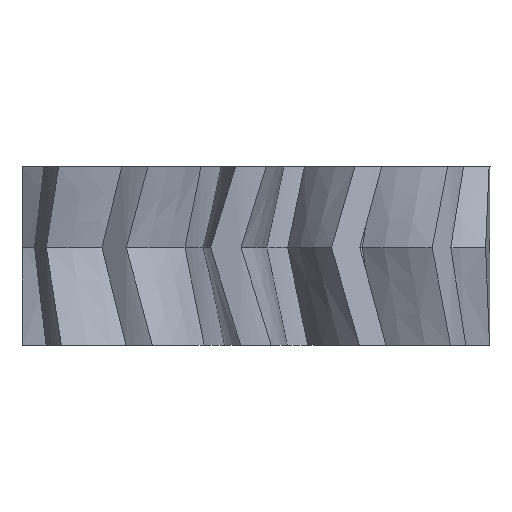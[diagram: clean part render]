
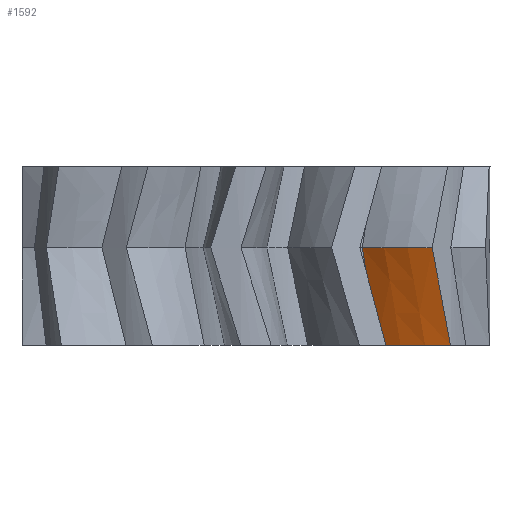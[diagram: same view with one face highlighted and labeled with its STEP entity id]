
A CAD part, left-side view. The second image highlights one B-rep face of the part: STEP entity #1592.
In plain terms, the highlighted free-form (B-spline) face has degree [3, 3] with [4, 4] control points.
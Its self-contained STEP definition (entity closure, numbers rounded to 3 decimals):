
#45=B_SPLINE_SURFACE_WITH_KNOTS('',3,3,((#3297,#3298,#3299,#3300),(#3301,
#3302,#3303,#3304),(#3305,#3306,#3307,#3308),(#3309,#3310,#3311,#3312)),
 .UNSPECIFIED.,.F.,.F.,.F.,(4,4),(4,4),(0.,0.39),(0.,0.129),
 .UNSPECIFIED.);
#73=B_SPLINE_CURVE_WITH_KNOTS('',3,(#2467,#2468,#2469,#2470),
 .UNSPECIFIED.,.F.,.F.,(4,4),(-0.129,0.),.UNSPECIFIED.);
#130=B_SPLINE_CURVE_WITH_KNOTS('',3,(#3293,#3294,#3295,#3296),
 .UNSPECIFIED.,.F.,.F.,(4,4),(0.,0.129),.UNSPECIFIED.);
#298=FACE_OUTER_BOUND('',#419,.T.);
#419=EDGE_LOOP('',(#1324,#1325,#1326,#1327));
#517=CIRCLE('',#1698,12.305);
#577=CIRCLE('',#1791,12.305);
#671=VERTEX_POINT('',#2461);
#672=VERTEX_POINT('',#2466);
#674=VERTEX_POINT('',#2493);
#744=VERTEX_POINT('',#3291);
#842=EDGE_CURVE('',#671,#672,#73,.T.);
#846=EDGE_CURVE('',#674,#671,#517,.T.);
#960=EDGE_CURVE('',#744,#674,#130,.T.);
#961=EDGE_CURVE('',#672,#744,#577,.T.);
#1324=ORIENTED_EDGE('',*,*,#846,.F.);
#1325=ORIENTED_EDGE('',*,*,#960,.F.);
#1326=ORIENTED_EDGE('',*,*,#961,.F.);
#1327=ORIENTED_EDGE('',*,*,#842,.F.);
#1592=ADVANCED_FACE('',(#298),#45,.F.);
#1698=AXIS2_PLACEMENT_3D('',#2498,#1970,#1971);
#1791=AXIS2_PLACEMENT_3D('',#3313,#2156,#2157);
#1970=DIRECTION('center_axis',(0.,0.,1.));
#1971=DIRECTION('ref_axis',(-0.969,0.246,0.));
#2156=DIRECTION('center_axis',(0.,0.,
-1.));
#2157=DIRECTION('ref_axis',(-0.873,0.487,0.));
#2461=CARTESIAN_POINT('',(-9.494,-10.858,6.));
#2466=CARTESIAN_POINT('',(-8.013,-11.992,0.));
#2467=CARTESIAN_POINT('Ctrl Pts',(-9.494,-10.858,6.));
#2468=CARTESIAN_POINT('Ctrl Pts',(-9.025,-11.267,4.));
#2469=CARTESIAN_POINT('Ctrl Pts',(-8.53,-11.647,2.));
#2470=CARTESIAN_POINT('Ctrl Pts',(-8.013,-11.992,0.));
#2493=CARTESIAN_POINT('',(-7.451,-6.554,6.));
#2498=CARTESIAN_POINT('Origin',(2.434,-13.882,6.));
#3291=CARTESIAN_POINT('',(-6.543,-7.461,0.));
#3293=CARTESIAN_POINT('Ctrl Pts',(-6.543,-7.461,0.));
#3294=CARTESIAN_POINT('Ctrl Pts',(-6.865,-7.179,2.));
#3295=CARTESIAN_POINT('Ctrl Pts',(-7.168,-6.875,4.));
#3296=CARTESIAN_POINT('Ctrl Pts',(-7.451,-6.554,6.));
#3297=CARTESIAN_POINT('Ctrl Pts',(-8.013,-11.992,0.));
#3298=CARTESIAN_POINT('Ctrl Pts',(-8.53,-11.647,2.));
#3299=CARTESIAN_POINT('Ctrl Pts',(-9.025,-11.267,4.));
#3300=CARTESIAN_POINT('Ctrl Pts',(-9.494,-10.858,6.));
#3301=CARTESIAN_POINT('Ctrl Pts',(-7.823,-10.405,0.));
#3302=CARTESIAN_POINT('Ctrl Pts',(-8.272,-10.068,2.));
#3303=CARTESIAN_POINT('Ctrl Pts',(-8.699,-9.701,4.));
#3304=CARTESIAN_POINT('Ctrl Pts',(-9.101,-9.309,6.));
#3305=CARTESIAN_POINT('Ctrl Pts',(-7.321,-8.857,0.));
#3306=CARTESIAN_POINT('Ctrl Pts',(-7.703,-8.541,2.));
#3307=CARTESIAN_POINT('Ctrl Pts',(-8.065,-8.2,4.));
#3308=CARTESIAN_POINT('Ctrl Pts',(-8.403,-7.838,6.));
#3309=CARTESIAN_POINT('Ctrl Pts',(-6.543,-7.461,0.));
#3310=CARTESIAN_POINT('Ctrl Pts',(-6.865,-7.179,2.));
#3311=CARTESIAN_POINT('Ctrl Pts',(-7.168,-6.875,4.));
#3312=CARTESIAN_POINT('Ctrl Pts',(-7.451,-6.554,6.));
#3313=CARTESIAN_POINT('Origin',(4.205,-13.452,0.));
